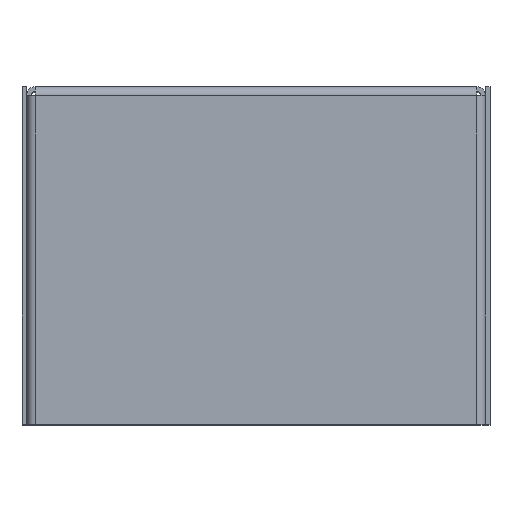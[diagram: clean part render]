
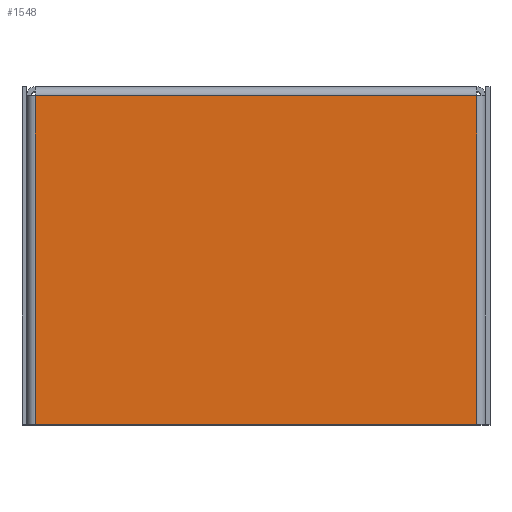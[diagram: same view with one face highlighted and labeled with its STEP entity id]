
A CAD part, top view. The second image highlights one B-rep face of the part: STEP entity #1548.
In plain terms, the highlighted planar face has unit normal (0, 0, 1).
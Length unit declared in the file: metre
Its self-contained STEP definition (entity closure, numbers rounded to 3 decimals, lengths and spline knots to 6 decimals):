
#176=ORIENTED_EDGE('',*,*,#585,.F.);
#177=ORIENTED_EDGE('',*,*,#586,.F.);
#178=ORIENTED_EDGE('',*,*,#576,.T.);
#179=ORIENTED_EDGE('',*,*,#587,.T.);
#180=ORIENTED_EDGE('',*,*,#581,.T.);
#181=ORIENTED_EDGE('',*,*,#588,.T.);
#576=EDGE_CURVE('',#775,#774,#916,.T.);
#581=EDGE_CURVE('',#777,#779,#921,.T.);
#585=EDGE_CURVE('',#783,#781,#925,.T.);
#586=EDGE_CURVE('',#775,#783,#926,.F.);
#587=EDGE_CURVE('',#774,#777,#927,.T.);
#588=EDGE_CURVE('',#779,#781,#928,.T.);
#774=VERTEX_POINT('',#2396);
#775=VERTEX_POINT('',#2398);
#777=VERTEX_POINT('',#2403);
#779=VERTEX_POINT('',#2407);
#781=VERTEX_POINT('',#2412);
#783=VERTEX_POINT('',#2416);
#916=LINE('',#2397,#1072);
#921=LINE('',#2408,#1077);
#925=LINE('',#2417,#1081);
#926=LINE('',#2419,#1082);
#927=LINE('',#2420,#1083);
#928=LINE('',#2421,#1084);
#1072=VECTOR('',#1901,1.);
#1077=VECTOR('',#1908,1.);
#1081=VECTOR('',#1914,1.);
#1082=VECTOR('',#1917,1.);
#1083=VECTOR('',#1918,1.);
#1084=VECTOR('',#1919,1.);
#1198=EDGE_LOOP('',(#176,#177,#178,#179,#180,#181));
#1336=FACE_BOUND('',#1198,.T.);
#1474=PLANE('',#1685);
#1548=ADVANCED_FACE('',(#1336),#1474,.T.);
#1685=AXIS2_PLACEMENT_3D('',#2418,#1915,#1916);
#1901=DIRECTION('',(0.,-1.,0.));
#1908=DIRECTION('',(1.,0.,0.));
#1914=DIRECTION('',(0.,-1.,0.));
#1915=DIRECTION('',(0.,0.,1.));
#1916=DIRECTION('',(1.,0.,0.));
#1917=DIRECTION('',(-1.,0.,0.));
#1918=DIRECTION('',(0.,-1.,0.));
#1919=DIRECTION('',(0.,1.,0.));
#2396=CARTESIAN_POINT('',(0.002,0.145859,0.3));
#2397=CARTESIAN_POINT('',(0.002,0.087696,0.3));
#2398=CARTESIAN_POINT('',(0.002,0.146,0.3));
#2403=CARTESIAN_POINT('',(0.002,0.,0.3));
#2407=CARTESIAN_POINT('',(0.198,0.,0.3));
#2408=CARTESIAN_POINT('',(0.,0.,0.3));
#2412=CARTESIAN_POINT('',(0.198,0.145859,0.3));
#2416=CARTESIAN_POINT('',(0.198,0.146,0.3));
#2417=CARTESIAN_POINT('',(0.198,0.087696,0.3));
#2418=CARTESIAN_POINT('',(0.,0.087696,0.3));
#2419=CARTESIAN_POINT('',(0.,0.146,0.3));
#2420=CARTESIAN_POINT('',(0.002,0.072929,0.3));
#2421=CARTESIAN_POINT('',(0.198,0.072929,0.3));
